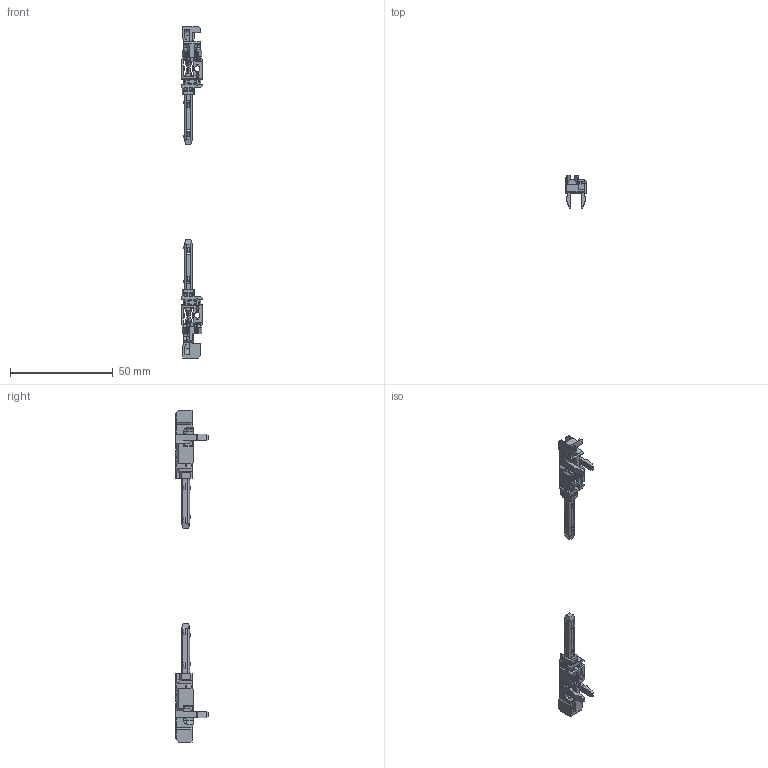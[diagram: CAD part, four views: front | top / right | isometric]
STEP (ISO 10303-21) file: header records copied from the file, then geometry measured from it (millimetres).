
FILE_DESCRIPTION(/* description */ ('','CAx-IF Rec.Pracs.---Representation and Presentation of Product Manufacturing Information (PMI)---4.0---2014-10-13'),/* implementation_level */ '2;1');
FILE_NAME(/* name */ '86020000_KF M 000 K.stp',/* time_stamp */ '2021-08-12T12:31:59+02:00',/* author */ ('Kotzmaier'),/* organization */ (''),/* preprocessor_version */ 'ST-DEVELOPER v17.2',/* originating_system */ 'Autodesk Inventor 2019',/* authorisation */ '');
FILE_SCHEMA (('AP242_MANAGED_MODEL_BASED_3D_ENGINEERING_MIM_LF { 1 0 10303 442 1 1 4 }'));
Length unit declared in the file: millimetre
Products named in the file (3): KF_M 000 K; KF_M 000 K_Kopfstück Bild; KF_M 000 K_Kopfstück Spiegelbild
Assembly tree (2 placements, depth 2):
  KF_M 000 K
    KF_M 000 K_Kopfstück Bild
    KF_M 000 K_Kopfstück Spiegelbild
Bounding box: 10.08 x 16 x 161.5 mm (x, y, z)
Volume: 3024.1 mm3; surface area: 5005.1 mm2
Topology: 2 solids, 4 shells, 1288 faces, 3483 edges, 2185 vertices
Faces by surface type: plane 781, cylinder 263, bspline 183, sphere 39, torus 22
Full cylindrical faces by diameter (mm): 2.7 x2
Entity records: 47291 total; most frequent: CARTESIAN_POINT 14654, ORIENTED_EDGE 6876, DIRECTION 5909, EDGE_CURVE 3438, LINE 2483, VECTOR 2483, VERTEX_POINT 2185, AXIS2_PLACEMENT_3D 1713
